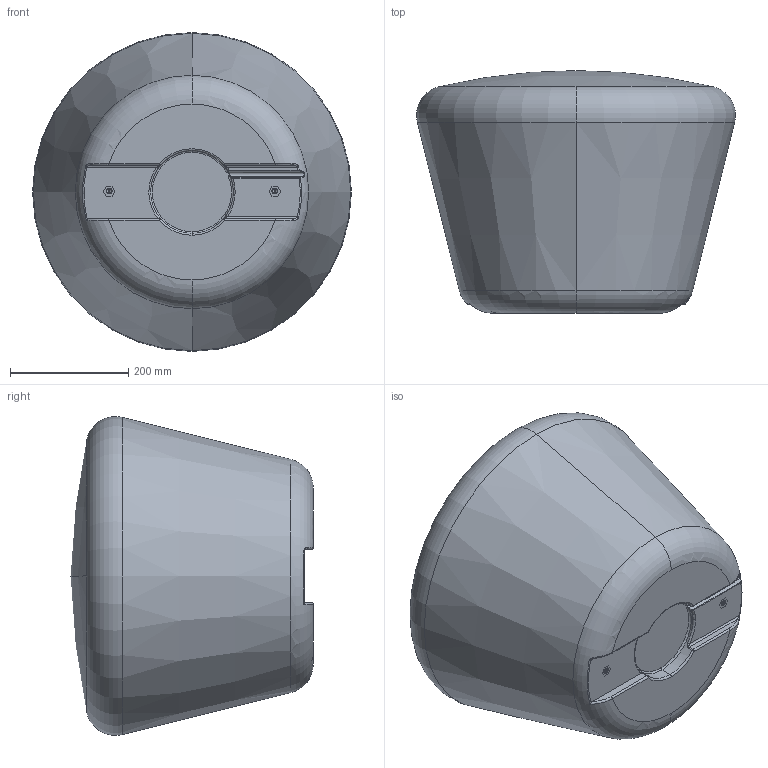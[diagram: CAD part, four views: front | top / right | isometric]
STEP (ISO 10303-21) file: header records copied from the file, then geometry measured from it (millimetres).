
FILE_DESCRIPTION (( 'STEP AP214' ), '1' );
FILE_NAME ('LOOP UP.STEP', '2019-01-25T09:52:05', ( '' ), ( '' ), 'SwSTEP 2.0', 'SolidWorks 2018', '' );
FILE_SCHEMA (( 'AUTOMOTIVE_DESIGN' ));
Length unit declared in the file: millimetre
Products named in the file (1): LOOP UP
Bounding box: 538.71 x 410 x 538.71 mm (x, y, z)
Volume: 5200525.8 mm3; surface area: 1733732.6 mm2
Topology: 3 solids, 4 shells, 220 faces, 551 edges, 341 vertices
Faces by surface type: cylinder 77, plane 76, bspline 31, torus 20, cone 8, sphere 8
Entity records: 10980 total; most frequent: CARTESIAN_POINT 6133, ORIENTED_EDGE 1082, DIRECTION 917, EDGE_CURVE 541, AXIS2_PLACEMENT_3D 343, VERTEX_POINT 341, EDGE_LOOP 232, VECTOR 231
